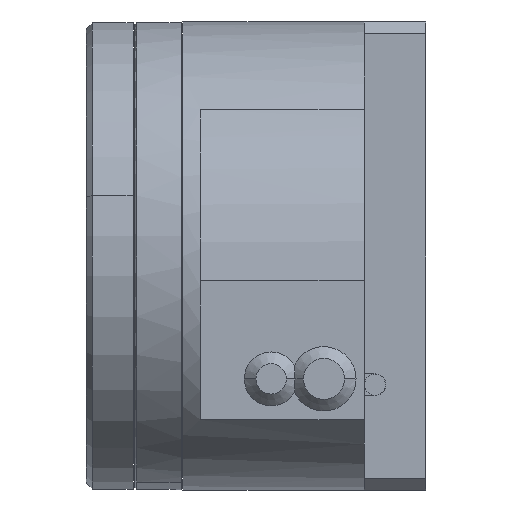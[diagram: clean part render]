
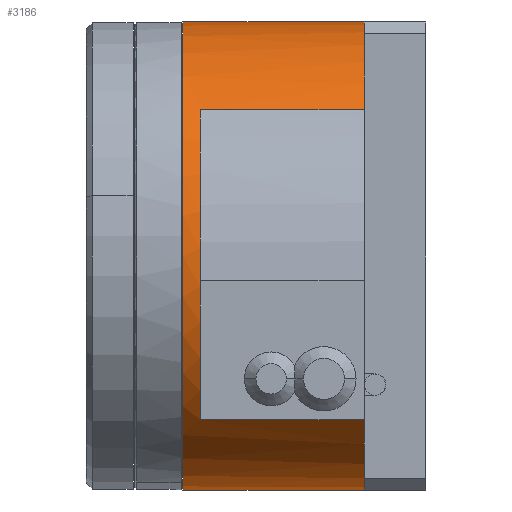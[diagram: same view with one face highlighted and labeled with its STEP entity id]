
A CAD part, left-side view. The second image highlights one B-rep face of the part: STEP entity #3186.
In plain terms, the highlighted cylindrical face has radius 40 mm (diameter 80 mm), a partial arc.
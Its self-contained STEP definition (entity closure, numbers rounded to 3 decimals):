
#719 = DIRECTION ( 'NONE',  ( 0., -1., 0. ) ) ;
#1256 = LINE ( 'NONE', #20898, #8033 ) ;
#1747 = CARTESIAN_POINT ( 'NONE',  ( 40., 41.5, 0. ) ) ;
#2728 = DIRECTION ( 'NONE',  ( 0., 1., 0. ) ) ;
#3009 = VERTEX_POINT ( 'NONE', #9731 ) ;
#3186 = ADVANCED_FACE ( 'NONE', ( #15597 ), #24313, .T. ) ;
#4261 = LINE ( 'NONE', #12731, #20691 ) ;
#4536 = ORIENTED_EDGE ( 'NONE', *, *, #13328, .T. ) ;
#4733 = DIRECTION ( 'NONE',  ( 0., -1., 0. ) ) ;
#4768 = EDGE_CURVE ( 'NONE', #10546, #14880, #12260, .T. ) ;
#4966 = CIRCLE ( 'NONE', #14780, 40. ) ;
#5016 = CARTESIAN_POINT ( 'NONE',  ( 40., 41.5, 80. ) ) ;
#5352 = ORIENTED_EDGE ( 'NONE', *, *, #19379, .T. ) ;
#6017 = AXIS2_PLACEMENT_3D ( 'NONE', #17387, #15167, #21228 ) ;
#6472 = AXIS2_PLACEMENT_3D ( 'NONE', #16674, #4733, #18670 ) ;
#6763 = EDGE_CURVE ( 'NONE', #13676, #3009, #1256, .T. ) ;
#6882 = EDGE_CURVE ( 'NONE', #10546, #23523, #15495, .T. ) ;
#7294 = CARTESIAN_POINT ( 'NONE',  ( 11.434, 10.5, 12. ) ) ;
#7505 = ORIENTED_EDGE ( 'NONE', *, *, #18023, .T. ) ;
#7938 = CARTESIAN_POINT ( 'NONE',  ( 40., 41.5, 80. ) ) ;
#8033 = VECTOR ( 'NONE', #22704, 1000. ) ;
#8755 = LINE ( 'NONE', #10544, #17765 ) ;
#9178 = VECTOR ( 'NONE', #19749, 1000. ) ;
#9724 = CARTESIAN_POINT ( 'NONE',  ( 40., 10.5, 0. ) ) ;
#9731 = CARTESIAN_POINT ( 'NONE',  ( 8.775, 10.5, 65. ) ) ;
#9965 = DIRECTION ( 'NONE',  ( 0., 1., 0. ) ) ;
#10029 = CARTESIAN_POINT ( 'NONE',  ( 11.434, 38.5, 12. ) ) ;
#10460 = CARTESIAN_POINT ( 'NONE',  ( 40., 10.5, 40. ) ) ;
#10544 = CARTESIAN_POINT ( 'NONE',  ( 40., 41.5, 0. ) ) ;
#10546 = VERTEX_POINT ( 'NONE', #5016 ) ;
#11285 = CARTESIAN_POINT ( 'NONE',  ( 8.775, 38.5, 65. ) ) ;
#11423 = CIRCLE ( 'NONE', #15415, 40. ) ;
#11923 = DIRECTION ( 'NONE',  ( 0., 0., -1. ) ) ;
#12216 = ORIENTED_EDGE ( 'NONE', *, *, #6763, .T. ) ;
#12260 = LINE ( 'NONE', #7938, #9178 ) ;
#12731 = CARTESIAN_POINT ( 'NONE',  ( 11.434, 41.5, 12. ) ) ;
#13328 = EDGE_CURVE ( 'NONE', #23523, #24060, #8755, .T. ) ;
#13582 = CARTESIAN_POINT ( 'NONE',  ( 40., 10.5, 80. ) ) ;
#13676 = VERTEX_POINT ( 'NONE', #11285 ) ;
#13979 = AXIS2_PLACEMENT_3D ( 'NONE', #25517, #9965, #11923 ) ;
#14284 = DIRECTION ( 'NONE',  ( 0., 1., 0. ) ) ;
#14780 = AXIS2_PLACEMENT_3D ( 'NONE', #24396, #2728, #24568 ) ;
#14880 = VERTEX_POINT ( 'NONE', #13582 ) ;
#15167 = DIRECTION ( 'NONE',  ( 0., -1., 0. ) ) ;
#15415 = AXIS2_PLACEMENT_3D ( 'NONE', #10460, #14284, #24273 ) ;
#15495 = CIRCLE ( 'NONE', #6017, 40. ) ;
#15597 = FACE_OUTER_BOUND ( 'NONE', #24278, .T. ) ;
#15638 = EDGE_CURVE ( 'NONE', #22832, #13676, #17099, .T. ) ;
#16674 = CARTESIAN_POINT ( 'NONE',  ( 40., 41.5, 40. ) ) ;
#17099 = CIRCLE ( 'NONE', #13979, 40. ) ;
#17387 = CARTESIAN_POINT ( 'NONE',  ( 40., 41.5, 40. ) ) ;
#17765 = VECTOR ( 'NONE', #719, 1000. ) ;
#18023 = EDGE_CURVE ( 'NONE', #3009, #14880, #11423, .T. ) ;
#18045 = DIRECTION ( 'NONE',  ( 0., 1., 0. ) ) ;
#18301 = ORIENTED_EDGE ( 'NONE', *, *, #15638, .T. ) ;
#18670 = DIRECTION ( 'NONE',  ( 0., 0., -1. ) ) ;
#18719 = ORIENTED_EDGE ( 'NONE', *, *, #6882, .T. ) ;
#19379 = EDGE_CURVE ( 'NONE', #20432, #22832, #4261, .T. ) ;
#19749 = DIRECTION ( 'NONE',  ( 0., -1., 0. ) ) ;
#20432 = VERTEX_POINT ( 'NONE', #7294 ) ;
#20691 = VECTOR ( 'NONE', #18045, 1000. ) ;
#20809 = EDGE_CURVE ( 'NONE', #24060, #20432, #4966, .T. ) ;
#20898 = CARTESIAN_POINT ( 'NONE',  ( 8.775, 38.5, 65. ) ) ;
#21228 = DIRECTION ( 'NONE',  ( 0., 0., -1. ) ) ;
#22704 = DIRECTION ( 'NONE',  ( 0., -1., 0. ) ) ;
#22832 = VERTEX_POINT ( 'NONE', #10029 ) ;
#23523 = VERTEX_POINT ( 'NONE', #1747 ) ;
#24017 = ORIENTED_EDGE ( 'NONE', *, *, #4768, .F. ) ;
#24060 = VERTEX_POINT ( 'NONE', #9724 ) ;
#24273 = DIRECTION ( 'NONE',  ( 0., 0., -1. ) ) ;
#24278 = EDGE_LOOP ( 'NONE', ( #24017, #18719, #4536, #24700, #5352, #18301, #12216, #7505 ) ) ;
#24313 = CYLINDRICAL_SURFACE ( 'NONE', #6472, 40. ) ;
#24396 = CARTESIAN_POINT ( 'NONE',  ( 40., 10.5, 40. ) ) ;
#24568 = DIRECTION ( 'NONE',  ( 0., 0., -1. ) ) ;
#24700 = ORIENTED_EDGE ( 'NONE', *, *, #20809, .T. ) ;
#25517 = CARTESIAN_POINT ( 'NONE',  ( 40., 38.5, 40. ) ) ;
